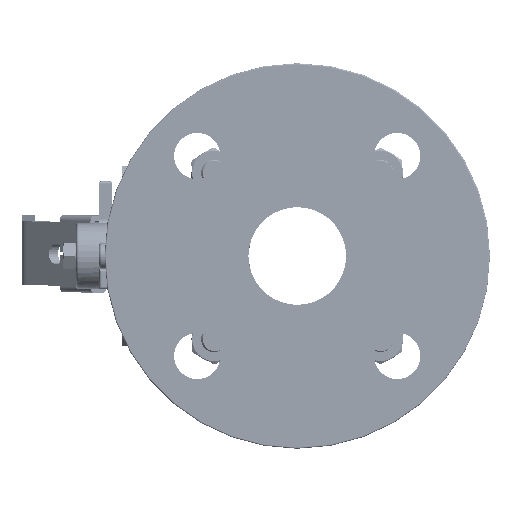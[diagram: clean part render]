
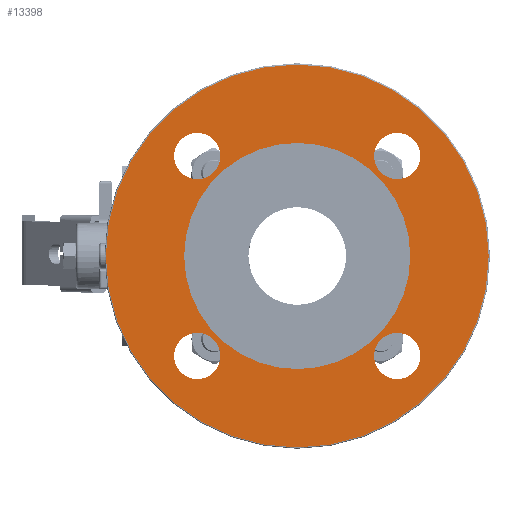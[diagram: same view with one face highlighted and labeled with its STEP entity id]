
A CAD part, left-side view. The second image highlights one B-rep face of the part: STEP entity #13398.
In plain terms, the highlighted face is planar.
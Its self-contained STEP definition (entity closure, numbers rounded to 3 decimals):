
#235 = VERTEX_POINT ( 'NONE', #52951 ) ;
#954 = DIRECTION ( 'NONE',  ( 0., 0., 1. ) ) ;
#2146 = VERTEX_POINT ( 'NONE', #21752 ) ;
#3046 = DIRECTION ( 'NONE',  ( 1., 0., 0. ) ) ;
#3570 = CARTESIAN_POINT ( 'NONE',  ( -44., 0., -57.8 ) ) ;
#4070 = EDGE_CURVE ( 'NONE', #50917, #60974, #58000, .T. ) ;
#4775 = CARTESIAN_POINT ( 'NONE',  ( -29.891, 38.891, -57.8 ) ) ;
#5215 = AXIS2_PLACEMENT_3D ( 'NONE', #42968, #11703, #48228 ) ;
#5906 = DIRECTION ( 'NONE',  ( 0., 0., -1. ) ) ;
#6007 = CARTESIAN_POINT ( 'NONE',  ( 47.891, -38.891, -57.8 ) ) ;
#6224 = CIRCLE ( 'NONE', #10128, 44. ) ;
#6448 = CARTESIAN_POINT ( 'NONE',  ( -38.891, 38.891, -57.8 ) ) ;
#8490 = DIRECTION ( 'NONE',  ( 0., 0., 1. ) ) ;
#8867 = ORIENTED_EDGE ( 'NONE', *, *, #12738, .T. ) ;
#8963 = EDGE_LOOP ( 'NONE', ( #11604, #63664 ) ) ;
#10128 = AXIS2_PLACEMENT_3D ( 'NONE', #43896, #12604, #49159 ) ;
#11467 = VERTEX_POINT ( 'NONE', #17894 ) ;
#11545 = EDGE_CURVE ( 'NONE', #2146, #11467, #46243, .T. ) ;
#11604 = ORIENTED_EDGE ( 'NONE', *, *, #29414, .T. ) ;
#11703 = DIRECTION ( 'NONE',  ( 0., 0., 1. ) ) ;
#11731 = DIRECTION ( 'NONE',  ( 1., 0., 0. ) ) ;
#11783 = AXIS2_PLACEMENT_3D ( 'NONE', #47309, #16063, #52571 ) ;
#12604 = DIRECTION ( 'NONE',  ( 0., 0., 1. ) ) ;
#12738 = EDGE_CURVE ( 'NONE', #28189, #40211, #37924, .T. ) ;
#13398 = ADVANCED_FACE ( 'NONE', ( #56018, #29836, #43749, #42126, #28190, #59296 ), #32222, .F. ) ;
#13704 = EDGE_LOOP ( 'NONE', ( #55766, #32192 ) ) ;
#14401 = DIRECTION ( 'NONE',  ( 0., 0., 1. ) ) ;
#16063 = DIRECTION ( 'NONE',  ( 0., 0., 1. ) ) ;
#16288 = DIRECTION ( 'NONE',  ( 0., 0., 1. ) ) ;
#17894 = CARTESIAN_POINT ( 'NONE',  ( -47.891, -38.891, -57.8 ) ) ;
#18739 = CARTESIAN_POINT ( 'NONE',  ( 0., 0., -57.8 ) ) ;
#18831 = EDGE_LOOP ( 'NONE', ( #42431, #31216 ) ) ;
#19326 = CARTESIAN_POINT ( 'NONE',  ( 0., 0., -57.8 ) ) ;
#19699 = AXIS2_PLACEMENT_3D ( 'NONE', #39775, #8490, #45062 ) ;
#20957 = EDGE_CURVE ( 'NONE', #27535, #30963, #27216, .T. ) ;
#21142 = CIRCLE ( 'NONE', #11783, 9. ) ;
#21752 = CARTESIAN_POINT ( 'NONE',  ( -29.891, -38.891, -57.8 ) ) ;
#23166 = CIRCLE ( 'NONE', #37332, 9. ) ;
#23969 = DIRECTION ( 'NONE',  ( 1., 0., 0. ) ) ;
#24405 = AXIS2_PLACEMENT_3D ( 'NONE', #45672, #14401, #50938 ) ;
#24552 = DIRECTION ( 'NONE',  ( 1., 0., 0. ) ) ;
#24714 = EDGE_CURVE ( 'NONE', #49833, #235, #41655, .T. ) ;
#26983 = CARTESIAN_POINT ( 'NONE',  ( 0., 44., -57.8 ) ) ;
#27216 = CIRCLE ( 'NONE', #28477, 74.5 ) ;
#27535 = VERTEX_POINT ( 'NONE', #27562 ) ;
#27562 = CARTESIAN_POINT ( 'NONE',  ( 74.5, 0., -57.8 ) ) ;
#27602 = CARTESIAN_POINT ( 'NONE',  ( -38.891, -38.891, -57.8 ) ) ;
#28040 = EDGE_CURVE ( 'NONE', #60974, #50917, #29404, .T. ) ;
#28189 = VERTEX_POINT ( 'NONE', #4775 ) ;
#28190 = FACE_BOUND ( 'NONE', #40616, .T. ) ;
#28477 = AXIS2_PLACEMENT_3D ( 'NONE', #18739, #55274, #23969 ) ;
#29186 = CARTESIAN_POINT ( 'NONE',  ( -74.5, 0., -57.8 ) ) ;
#29404 = CIRCLE ( 'NONE', #24405, 9. ) ;
#29414 = EDGE_CURVE ( 'NONE', #60321, #38461, #35819, .T. ) ;
#29836 = FACE_BOUND ( 'NONE', #61326, .T. ) ;
#30963 = VERTEX_POINT ( 'NONE', #29186 ) ;
#31216 = ORIENTED_EDGE ( 'NONE', *, *, #48636, .T. ) ;
#32136 = ORIENTED_EDGE ( 'NONE', *, *, #20957, .T. ) ;
#32169 = EDGE_CURVE ( 'NONE', #235, #49833, #6224, .T. ) ;
#32192 = ORIENTED_EDGE ( 'NONE', *, *, #24714, .T. ) ;
#32222 = PLANE ( 'NONE',  #63770 ) ;
#32850 = DIRECTION ( 'NONE',  ( 1., 0., 0. ) ) ;
#33872 = AXIS2_PLACEMENT_3D ( 'NONE', #65652, #34305, #3046 ) ;
#34305 = DIRECTION ( 'NONE',  ( 0., 0., 1. ) ) ;
#35347 = ORIENTED_EDGE ( 'NONE', *, *, #58403, .T. ) ;
#35819 = CIRCLE ( 'NONE', #5215, 9. ) ;
#35862 = CARTESIAN_POINT ( 'NONE',  ( 29.891, -38.891, -57.8 ) ) ;
#36455 = AXIS2_PLACEMENT_3D ( 'NONE', #19326, #55867, #24552 ) ;
#36841 = AXIS2_PLACEMENT_3D ( 'NONE', #37145, #5906, #42445 ) ;
#37145 = CARTESIAN_POINT ( 'NONE',  ( 0., 0., -57.8 ) ) ;
#37332 = AXIS2_PLACEMENT_3D ( 'NONE', #27602, #64217, #32850 ) ;
#37443 = DIRECTION ( 'NONE',  ( 1., 0., 0. ) ) ;
#37924 = CIRCLE ( 'NONE', #55840, 9. ) ;
#38461 = VERTEX_POINT ( 'NONE', #35862 ) ;
#39775 = CARTESIAN_POINT ( 'NONE',  ( -38.891, -38.891, -57.8 ) ) ;
#40211 = VERTEX_POINT ( 'NONE', #67736 ) ;
#40616 = EDGE_LOOP ( 'NONE', ( #57662, #43208 ) ) ;
#41655 = CIRCLE ( 'NONE', #36455, 44. ) ;
#42126 = FACE_BOUND ( 'NONE', #8963, .T. ) ;
#42150 = EDGE_CURVE ( 'NONE', #38461, #60321, #21142, .T. ) ;
#42431 = ORIENTED_EDGE ( 'NONE', *, *, #11545, .T. ) ;
#42445 = DIRECTION ( 'NONE',  ( 1., 0., 0. ) ) ;
#42968 = CARTESIAN_POINT ( 'NONE',  ( 38.891, -38.891, -57.8 ) ) ;
#43003 = DIRECTION ( 'NONE',  ( 0., 0., 1. ) ) ;
#43208 = ORIENTED_EDGE ( 'NONE', *, *, #28040, .T. ) ;
#43749 = FACE_BOUND ( 'NONE', #18831, .T. ) ;
#43896 = CARTESIAN_POINT ( 'NONE',  ( 0., 0., -57.8 ) ) ;
#45062 = DIRECTION ( 'NONE',  ( 1., 0., 0. ) ) ;
#45672 = CARTESIAN_POINT ( 'NONE',  ( 38.891, 38.891, -57.8 ) ) ;
#46243 = CIRCLE ( 'NONE', #19699, 9. ) ;
#47309 = CARTESIAN_POINT ( 'NONE',  ( 38.891, -38.891, -57.8 ) ) ;
#47549 = CARTESIAN_POINT ( 'NONE',  ( -38.891, 38.891, -57.8 ) ) ;
#48228 = DIRECTION ( 'NONE',  ( 1., 0., 0. ) ) ;
#48636 = EDGE_CURVE ( 'NONE', #11467, #2146, #23166, .T. ) ;
#49159 = DIRECTION ( 'NONE',  ( 1., 0., 0. ) ) ;
#49833 = VERTEX_POINT ( 'NONE', #3570 ) ;
#50917 = VERTEX_POINT ( 'NONE', #59112 ) ;
#50938 = DIRECTION ( 'NONE',  ( 1., 0., 0. ) ) ;
#52086 = ORIENTED_EDGE ( 'NONE', *, *, #55682, .T. ) ;
#52235 = CIRCLE ( 'NONE', #61346, 9. ) ;
#52571 = DIRECTION ( 'NONE',  ( 1., 0., 0. ) ) ;
#52806 = DIRECTION ( 'NONE',  ( 1., 0., 0. ) ) ;
#52951 = CARTESIAN_POINT ( 'NONE',  ( 44., 0., -57.8 ) ) ;
#55274 = DIRECTION ( 'NONE',  ( 0., 0., -1. ) ) ;
#55682 = EDGE_CURVE ( 'NONE', #40211, #28189, #52235, .T. ) ;
#55766 = ORIENTED_EDGE ( 'NONE', *, *, #32169, .T. ) ;
#55840 = AXIS2_PLACEMENT_3D ( 'NONE', #47549, #16288, #52806 ) ;
#55867 = DIRECTION ( 'NONE',  ( 0., 0., 1. ) ) ;
#56018 = FACE_OUTER_BOUND ( 'NONE', #61118, .T. ) ;
#57662 = ORIENTED_EDGE ( 'NONE', *, *, #4070, .T. ) ;
#57766 = CIRCLE ( 'NONE', #36841, 74.5 ) ;
#58000 = CIRCLE ( 'NONE', #33872, 9. ) ;
#58403 = EDGE_CURVE ( 'NONE', #30963, #27535, #57766, .T. ) ;
#59112 = CARTESIAN_POINT ( 'NONE',  ( 47.891, 38.891, -57.8 ) ) ;
#59296 = FACE_BOUND ( 'NONE', #13704, .T. ) ;
#60321 = VERTEX_POINT ( 'NONE', #6007 ) ;
#60974 = VERTEX_POINT ( 'NONE', #64194 ) ;
#61118 = EDGE_LOOP ( 'NONE', ( #32136, #35347 ) ) ;
#61326 = EDGE_LOOP ( 'NONE', ( #8867, #52086 ) ) ;
#61346 = AXIS2_PLACEMENT_3D ( 'NONE', #6448, #43003, #11731 ) ;
#63664 = ORIENTED_EDGE ( 'NONE', *, *, #42150, .T. ) ;
#63770 = AXIS2_PLACEMENT_3D ( 'NONE', #26983, #954, #37443 ) ;
#64194 = CARTESIAN_POINT ( 'NONE',  ( 29.891, 38.891, -57.8 ) ) ;
#64217 = DIRECTION ( 'NONE',  ( 0., 0., 1. ) ) ;
#65652 = CARTESIAN_POINT ( 'NONE',  ( 38.891, 38.891, -57.8 ) ) ;
#67736 = CARTESIAN_POINT ( 'NONE',  ( -47.891, 38.891, -57.8 ) ) ;
